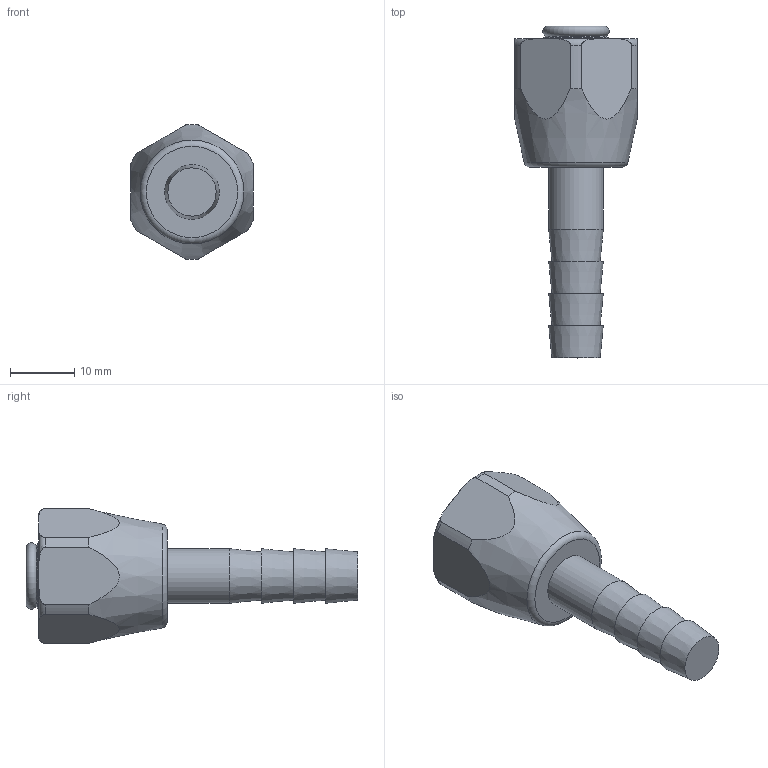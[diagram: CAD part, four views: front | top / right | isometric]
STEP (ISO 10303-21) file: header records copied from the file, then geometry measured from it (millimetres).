
FILE_DESCRIPTION(/* description */ (''),/* implementation_level */ '2;1');
FILE_NAME(/* name */ '700085_simplify.stp',/* time_stamp */ '2022-08-04T10:12:43+02:00',/* author */ ('mbs'),/* organization */ (''),/* preprocessor_version */ 'ST-DEVELOPER v18.1',/* originating_system */ 'Autodesk Inventor 2022',/* authorisation */ '');
FILE_SCHEMA (('AUTOMOTIVE_DESIGN { 1 0 10303 214 3 1 1 }'));
Length unit declared in the file: millimetre
Products named in the file (1): 700085_simplify
Bounding box: 19 x 51.6 x 20.99 mm (x, y, z)
Volume: 7246.8 mm3; surface area: 2631.5 mm2
Topology: 2 solids, 2 shells, 37 faces, 79 edges, 50 vertices
Faces by surface type: plane 14, torus 9, cylinder 8, cone 6
Full cylindrical faces by diameter (mm): 8.5 x1, 10 x1
Entity records: 1220 total; most frequent: CARTESIAN_POINT 313, DIRECTION 176, ORIENTED_EDGE 158, EDGE_CURVE 79, AXIS2_PLACEMENT_3D 78, VERTEX_POINT 50, EDGE_LOOP 43, CIRCLE 40
